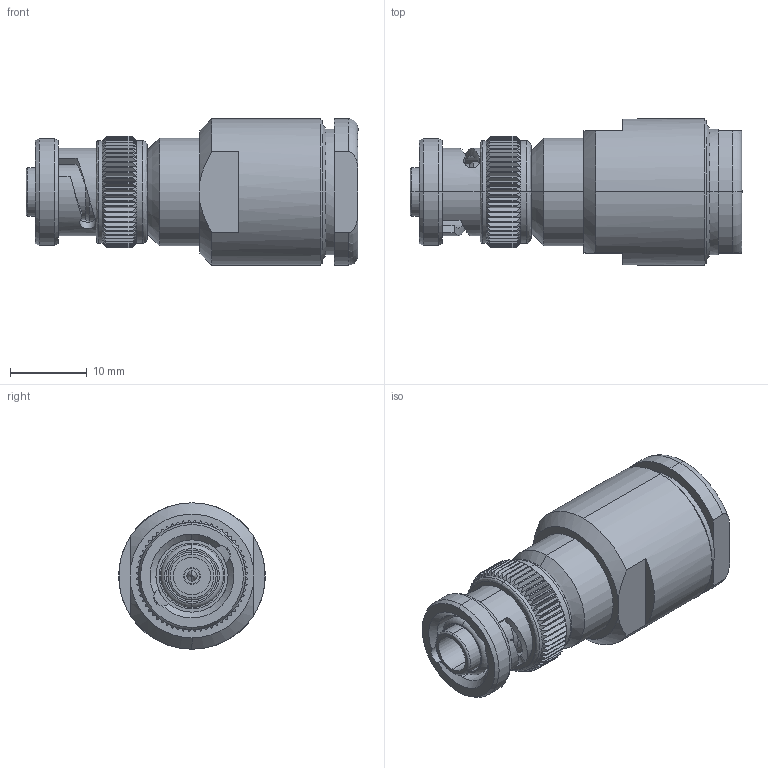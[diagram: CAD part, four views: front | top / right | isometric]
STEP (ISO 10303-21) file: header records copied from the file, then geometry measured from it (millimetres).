
FILE_DESCRIPTION (( 'STEP AP214' ), '1' );
FILE_NAME ('FMCN45899_3D.step', '2023-05-10T17:45:20', ( '' ), ( '' ), 'SwSTEP 2.0', 'SolidWorks 2022', '' );
FILE_SCHEMA (( 'AUTOMOTIVE_DESIGN' ));
Length unit declared in the file: inch
Products named in the file (1): FMCN45899_3D
Bounding box: 43.2 x 19.05 x 19.05 mm (x, y, z)
Volume: 6416.5 mm3; surface area: 4861.3 mm2
Topology: 1 solids, 1 shells, 433 faces, 960 edges, 545 vertices
Faces by surface type: plane 156, cone 142, cylinder 114, bspline 12, torus 9
Entity records: 13935 total; most frequent: CARTESIAN_POINT 4727, ORIENTED_EDGE 1920, DIRECTION 1916, EDGE_CURVE 960, AXIS2_PLACEMENT_3D 812, VERTEX_POINT 545, EDGE_LOOP 453, FACE_OUTER_BOUND 433
